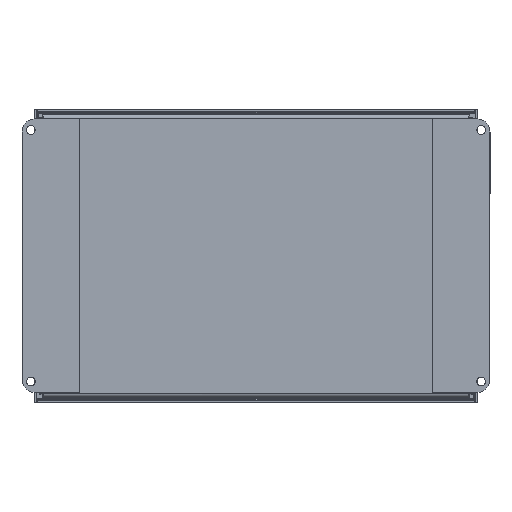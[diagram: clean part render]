
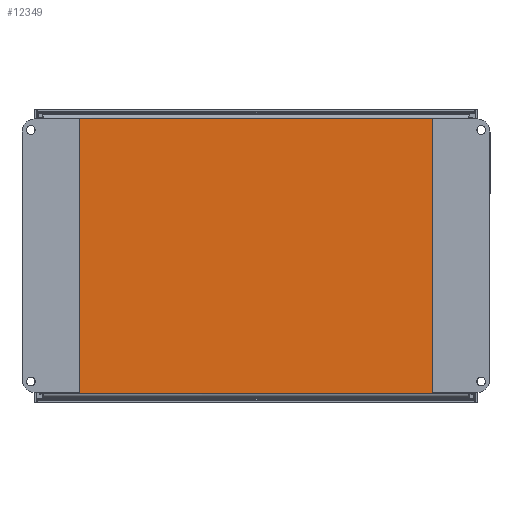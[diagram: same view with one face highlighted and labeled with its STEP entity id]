
A CAD part, top view. The second image highlights one B-rep face of the part: STEP entity #12349.
In plain terms, the highlighted face is planar.
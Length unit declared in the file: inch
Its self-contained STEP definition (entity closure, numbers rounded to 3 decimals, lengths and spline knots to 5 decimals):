
#532=LINE('',#17852,#1823);
#537=LINE('',#17931,#1828);
#542=LINE('',#18010,#1833);
#546=LINE('',#18086,#1837);
#1823=VECTOR('',#14439,7.7895);
#1828=VECTOR('',#14450,12.0395);
#1833=VECTOR('',#14463,7.7895);
#1837=VECTOR('',#14473,12.0395);
#2971=PLANE('',#13042);
#3569=FACE_OUTER_BOUND('',#4246,.T.);
#4246=EDGE_LOOP('',(#8682,#8683,#8684,#8685));
#5389=VERTEX_POINT('',#17843);
#5390=VERTEX_POINT('',#17851);
#5393=VERTEX_POINT('',#17930);
#5395=VERTEX_POINT('',#18009);
#6617=EDGE_CURVE('',#5390,#5389,#532,.T.);
#6626=EDGE_CURVE('',#5393,#5390,#537,.T.);
#6635=EDGE_CURVE('',#5395,#5393,#542,.T.);
#6643=EDGE_CURVE('',#5389,#5395,#546,.T.);
#8682=ORIENTED_EDGE('',*,*,#6617,.T.);
#8683=ORIENTED_EDGE('',*,*,#6643,.T.);
#8684=ORIENTED_EDGE('',*,*,#6635,.T.);
#8685=ORIENTED_EDGE('',*,*,#6626,.T.);
#12349=ADVANCED_FACE('',(#3569),#2971,.F.);
#13042=AXIS2_PLACEMENT_3D('',#18155,#14485,#14486);
#14439=DIRECTION('',(-1.,0.,0.));
#14450=DIRECTION('',(0.,-1.,0.));
#14463=DIRECTION('',(1.,0.,0.));
#14473=DIRECTION('',(0.,1.,0.));
#14485=DIRECTION('center_axis',(0.,0.,1.));
#14486=DIRECTION('ref_axis',(1.,0.,0.));
#17843=CARTESIAN_POINT('',(0.10525,0.10525,0.));
#17851=CARTESIAN_POINT('',(7.89475,0.10525,0.));
#17852=CARTESIAN_POINT('',(5.94738,0.10525,0.));
#17930=CARTESIAN_POINT('',(7.89475,12.14475,0.));
#17931=CARTESIAN_POINT('',(7.89475,9.13488,0.));
#18009=CARTESIAN_POINT('',(0.10525,12.14475,0.));
#18010=CARTESIAN_POINT('',(2.05263,12.14475,0.));
#18086=CARTESIAN_POINT('',(0.10525,3.11513,0.));
#18155=CARTESIAN_POINT('Origin',(4.,6.125,0.));
